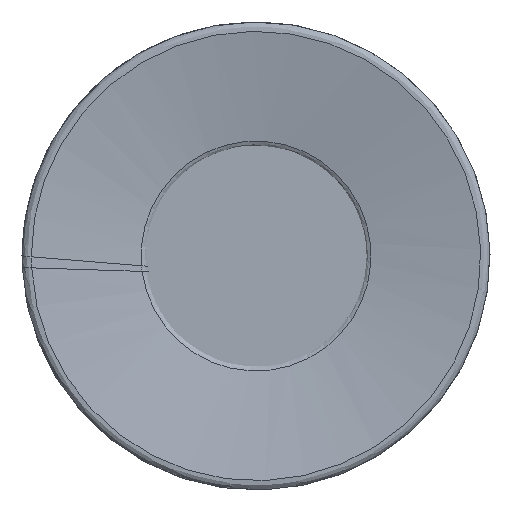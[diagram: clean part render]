
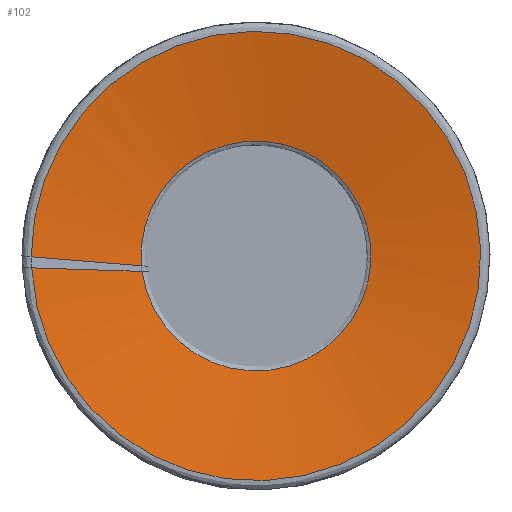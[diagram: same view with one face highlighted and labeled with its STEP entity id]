
A CAD part, left-side view. The second image highlights one B-rep face of the part: STEP entity #102.
In plain terms, the highlighted free-form (B-spline) face has degree [1, 3] with [2, 7] control points.
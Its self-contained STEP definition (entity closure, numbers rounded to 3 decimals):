
#102=ADVANCED_FACE('',(#173),#145,.T.);
#145=(
BOUNDED_SURFACE()
B_SPLINE_SURFACE(1,3,((#1061,#1062,#1063,#1064,#1065,#1066,#1067),(#1068,
#1069,#1070,#1071,#1072,#1073,#1074)),.UNSPECIFIED.,.F.,.F.,.F.)
B_SPLINE_SURFACE_WITH_KNOTS((2,2),(4,3,4),(0.,1.),(0.,0.5,1.),
 .UNSPECIFIED.)
GEOMETRIC_REPRESENTATION_ITEM()
RATIONAL_B_SPLINE_SURFACE(((1.,0.342,0.342,1.,0.342,
0.342,1.),(1.,0.342,0.342,1.,0.342,
0.342,1.)))
REPRESENTATION_ITEM('')
SURFACE()
);
#173=FACE_OUTER_BOUND('',#203,.T.);
#203=EDGE_LOOP('',(#322,#323,#324,#325));
#254=LINE('',#1051,#270);
#255=LINE('',#1052,#271);
#270=VECTOR('',#752,1.);
#271=VECTOR('',#753,1.);
#322=ORIENTED_EDGE('',*,*,#513,.F.);
#323=ORIENTED_EDGE('',*,*,#498,.F.);
#324=ORIENTED_EDGE('',*,*,#512,.F.);
#325=ORIENTED_EDGE('',*,*,#506,.T.);
#444=VERTEX_POINT('',#916);
#445=VERTEX_POINT('',#918);
#452=VERTEX_POINT('',#975);
#453=VERTEX_POINT('',#977);
#498=EDGE_CURVE('',#445,#444,#574,.T.);
#506=EDGE_CURVE('',#453,#452,#580,.T.);
#512=EDGE_CURVE('',#453,#445,#254,.T.);
#513=EDGE_CURVE('',#444,#452,#255,.T.);
#574=CIRCLE('',#637,11.545);
#580=CIRCLE('',#643,22.567);
#637=AXIS2_PLACEMENT_3D('',#919,#726,#727);
#643=AXIS2_PLACEMENT_3D('',#976,#740,#741);
#726=DIRECTION('',(-1.,0.,0.));
#727=DIRECTION('',(0.,0.991,-0.134));
#740=DIRECTION('',(-1.,0.,0.));
#741=DIRECTION('',(0.,0.999,-0.053));
#752=DIRECTION('',(0.174,-0.984,-0.032));
#753=DIRECTION('',(-0.174,0.982,0.08));
#916=CARTESIAN_POINT('',(1.969,11.503,-0.981));
#918=CARTESIAN_POINT('',(1.969,11.441,-1.544));
#919=CARTESIAN_POINT('',(1.969,0.,0.));
#975=CARTESIAN_POINT('',(0.013,22.567,-0.081));
#976=CARTESIAN_POINT('',(0.013,0.,0.));
#977=CARTESIAN_POINT('',(0.013,22.536,-1.189));
#1051=CARTESIAN_POINT('',(1.969,11.441,-1.544));
#1052=CARTESIAN_POINT('',(1.969,11.503,-0.981));
#1061=CARTESIAN_POINT('',(1.969,11.441,-1.544));
#1062=CARTESIAN_POINT('',(1.969,8.427,-23.877));
#1063=CARTESIAN_POINT('',(1.969,-13.941,-21.137));
#1064=CARTESIAN_POINT('',(1.969,-11.476,1.263));
#1065=CARTESIAN_POINT('',(1.969,-9.011,23.663));
#1066=CARTESIAN_POINT('',(1.969,13.418,21.473));
#1067=CARTESIAN_POINT('',(1.969,11.503,-0.981));
#1068=CARTESIAN_POINT('',(0.013,22.536,-1.189));
#1069=CARTESIAN_POINT('',(0.013,20.215,-45.177));
#1070=CARTESIAN_POINT('',(0.013,-23.798,-43.397));
#1071=CARTESIAN_POINT('',(0.013,-22.558,0.635));
#1072=CARTESIAN_POINT('',(0.013,-21.318,44.667));
#1073=CARTESIAN_POINT('',(0.013,22.726,43.968));
#1074=CARTESIAN_POINT('',(0.013,22.567,-0.081));
